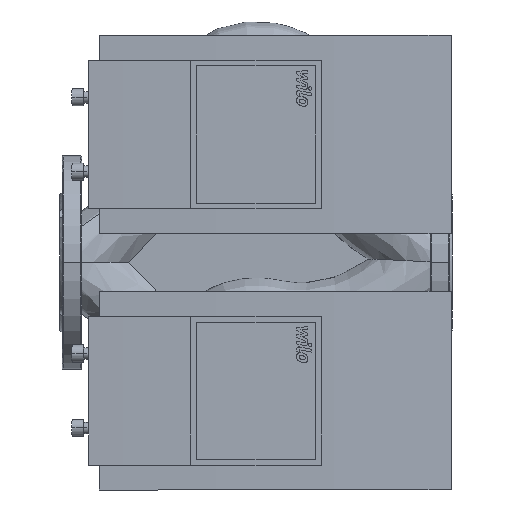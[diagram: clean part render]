
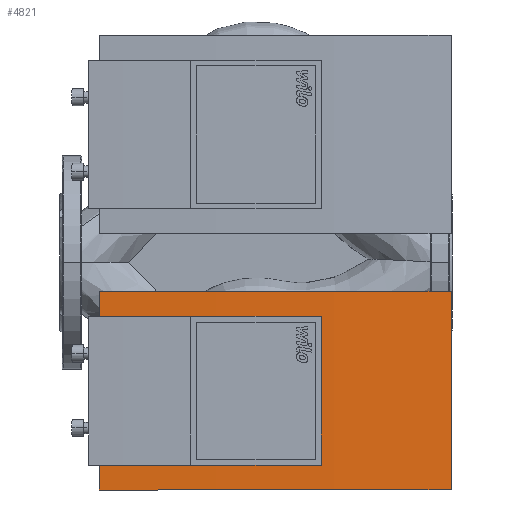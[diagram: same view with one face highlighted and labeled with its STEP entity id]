
A CAD part, front view. The second image highlights one B-rep face of the part: STEP entity #4821.
In plain terms, the highlighted cylindrical face has radius 3491.34 mm (diameter 6982.69 mm), a partial arc.
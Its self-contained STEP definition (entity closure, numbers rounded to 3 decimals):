
#4746=CARTESIAN_POINT('',(339.,-325.919,-25.));
#4747=VERTEX_POINT('',#4746);
#4755=CARTESIAN_POINT('',(34.,-325.963,-25.0));
#4756=VERTEX_POINT('',#4755);
#4763=CARTESIAN_POINT('',(186.,3162.069,-25.));
#4764=DIRECTION('',(0.,0.,-1.0));
#4765=DIRECTION('',(-0.044,0.999,0.));
#4766=AXIS2_PLACEMENT_3D('',#4763,#4764,#4765);
#4767=CIRCLE('',#4766,3491.343);
#4768=EDGE_CURVE('',#4747,#4756,#4767,.T.);
#4778=CARTESIAN_POINT('',(34.,-325.963,-197.0));
#4779=VERTEX_POINT('',#4778);
#4786=CARTESIAN_POINT('',(34.,-325.963,-197.0));
#4787=DIRECTION('',(0.0,0.0,1.0));
#4788=VECTOR('',#4787,172.0);
#4789=LINE('',#4786,#4788);
#4790=EDGE_CURVE('',#4779,#4756,#4789,.T.);
#4797=CARTESIAN_POINT('',(186.,3162.069,-111.));
#4798=DIRECTION('',(0.,0.,-1.0));
#4799=DIRECTION('',(-0.044,0.999,0.));
#4800=AXIS2_PLACEMENT_3D('',#4797,#4798,#4799);
#4801=CYLINDRICAL_SURFACE('',#4800,3491.343);
#4802=CARTESIAN_POINT('',(339.,-325.919,-197.));
#4803=VERTEX_POINT('',#4802);
#4804=CARTESIAN_POINT('',(186.,3162.069,-197.));
#4805=DIRECTION('',(0.,0.,1.0));
#4806=DIRECTION('',(-0.044,0.999,0.));
#4807=AXIS2_PLACEMENT_3D('',#4804,#4805,#4806);
#4808=CIRCLE('',#4807,3491.343);
#4809=EDGE_CURVE('',#4779,#4803,#4808,.T.);
#4810=ORIENTED_EDGE('',*,*,#4809,.T.);
#4811=CARTESIAN_POINT('',(339.,-325.919,-197.));
#4812=DIRECTION('',(0.0,0.0,1.0));
#4813=VECTOR('',#4812,172.0);
#4814=LINE('',#4811,#4813);
#4815=EDGE_CURVE('',#4803,#4747,#4814,.T.);
#4816=ORIENTED_EDGE('',*,*,#4815,.T.);
#4817=ORIENTED_EDGE('',*,*,#4768,.T.);
#4818=ORIENTED_EDGE('',*,*,#4790,.F.);
#4819=EDGE_LOOP('',(#4810,#4816,#4817,#4818));
#4820=FACE_OUTER_BOUND('',#4819,.T.);
#4821=ADVANCED_FACE('',(#4820),#4801,.T.);
